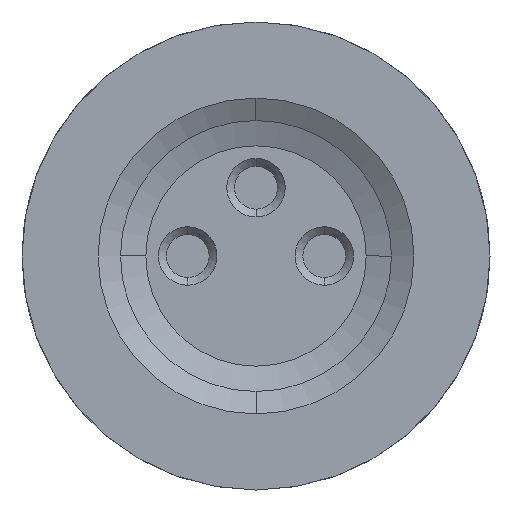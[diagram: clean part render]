
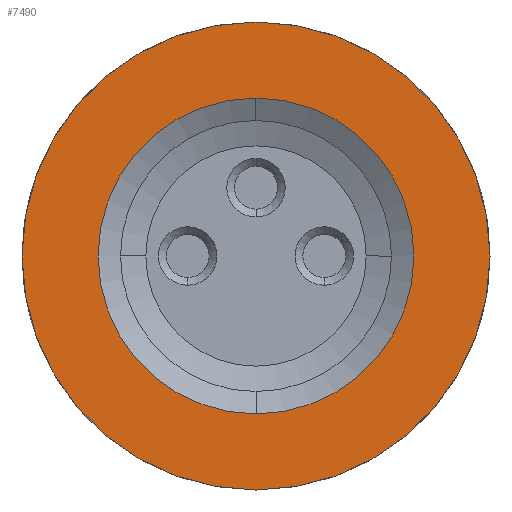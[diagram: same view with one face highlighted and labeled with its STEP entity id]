
A CAD part, front view. The second image highlights one B-rep face of the part: STEP entity #7490.
In plain terms, the highlighted face is planar.
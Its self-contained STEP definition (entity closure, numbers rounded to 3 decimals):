
#1140=CARTESIAN_POINT('',(11.2,-6.,0.));
#1150=VERTEX_POINT('',#1140);
#1310=CARTESIAN_POINT('',(11.2,6.,0.));
#1320=VERTEX_POINT('',#1310);
#1350=CARTESIAN_POINT('',(11.2,0.,
0.));
#1360=DIRECTION('',(1.,0.,0.));
#1370=DIRECTION('',(0.,-1.,0.));
#1380=AXIS2_PLACEMENT_3D('',#1350,#1360,#1370);
#1390=CIRCLE('',#1380,6.);
#1400=EDGE_CURVE('',#1320,#1150,#1390,.T.);
#2410=CARTESIAN_POINT('',(11.2,0.,
0.));
#2420=DIRECTION('',(-1.,0.,0.));
#2430=DIRECTION('',(0.,1.,0.));
#2440=AXIS2_PLACEMENT_3D('',#2410,#2420,#2430);
#2450=CIRCLE('',#2440,4.05);
#2460=CARTESIAN_POINT('',(11.2,0.,-4.05));
#2470=VERTEX_POINT('',#2460);
#2480=CARTESIAN_POINT('',(11.2,-4.05,0.))
;
#2490=VERTEX_POINT('',#2480);
#2500=EDGE_CURVE('',#2470,#2490,#2450,.T.);
#2770=CARTESIAN_POINT('',(11.2,4.05,0.));
#2780=VERTEX_POINT('',#2770);
#2810=EDGE_CURVE('',#2780,#2470,#2450,.T.);
#7330=CARTESIAN_POINT('',(11.2,5.778,-5.778));
#7340=DIRECTION('',(1.,0.,0.));
#7350=DIRECTION('',(0.,-1.,0.));
#7360=AXIS2_PLACEMENT_3D('',#7330,#7340,#7350);
#7370=PLANE('',#7360);
#7380=EDGE_CURVE('',#2490,#2780,#2450,.T.);
#7390=ORIENTED_EDGE('',*,*,#7380,.T.);
#7400=ORIENTED_EDGE('',*,*,#2500,.T.);
#7410=ORIENTED_EDGE('',*,*,#2810,.T.);
#7420=EDGE_LOOP('',(#7410,#7400,#7390));
#7430=FACE_BOUND('',#7420,.T.);
#7440=EDGE_CURVE('',#1150,#1320,#1390,.T.);
#7450=ORIENTED_EDGE('',*,*,#7440,.T.);
#7460=ORIENTED_EDGE('',*,*,#1400,.T.);
#7470=EDGE_LOOP('',(#7460,#7450));
#7480=FACE_OUTER_BOUND('',#7470,.T.);
#7490=ADVANCED_FACE('',(#7430,#7480),#7370,.T.);
